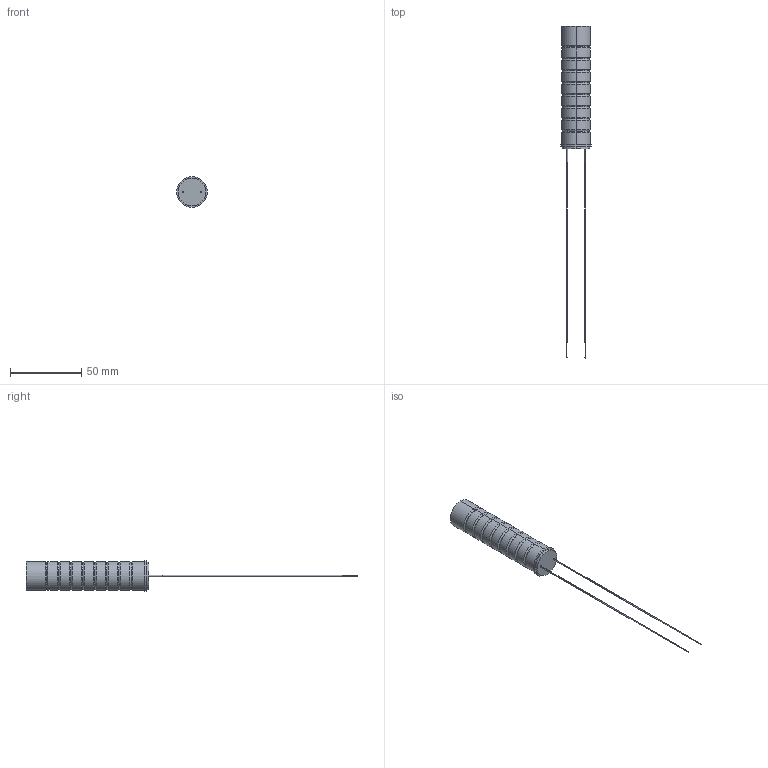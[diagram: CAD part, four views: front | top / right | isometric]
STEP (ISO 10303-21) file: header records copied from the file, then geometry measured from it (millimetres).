
FILE_DESCRIPTION (( 'STEP AP214' ), '1' );
FILE_NAME ('AL_KAHBASB_D20.3L86.1.STEP', '2023-02-16T16:41:36', ( '' ), ( '' ), 'SwSTEP 2.0', 'SolidWorks 2021', '' );
FILE_SCHEMA (( 'AUTOMOTIVE_DESIGN' ));
Length unit declared in the file: millimetre
Products named in the file (1): AL_KAHBASB_D20.3L86.1
Bounding box: 21.7 x 233.1 x 21.7 mm (x, y, z)
Volume: 27257.6 mm3; surface area: 8095.4 mm2
Topology: 2 solids, 2 shells, 131 faces, 303 edges, 186 vertices
Faces by surface type: plane 65, cylinder 34, torus 32
Entity records: 4579 total; most frequent: DIRECTION 683, CARTESIAN_POINT 621, ORIENTED_EDGE 606, EDGE_CURVE 303, AXIS2_PLACEMENT_3D 248, LINE 187, VECTOR 187, VERTEX_POINT 186
